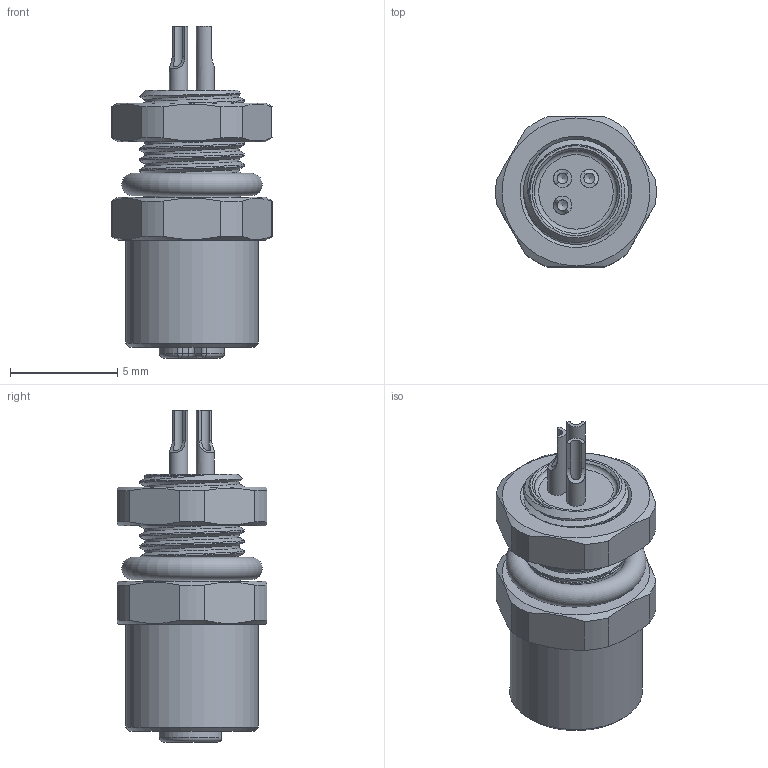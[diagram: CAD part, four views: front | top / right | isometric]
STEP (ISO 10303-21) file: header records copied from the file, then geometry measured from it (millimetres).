
FILE_DESCRIPTION(/* description */ (''),/* implementation_level */ '2;1');
FILE_NAME(/* name */ '_model2.stp',/* time_stamp */ '2020-09-03T08:55:08+08:00',/* author */ (''),/* organization */ (''),/* preprocessor_version */ 'ST-DEVELOPER v16',/* originating_system */ 'SIEMENS PLM Software NX 11.0',/* authorisation */ '');
FILE_SCHEMA (('AUTOMOTIVE_DESIGN { 1 0 10303 214 3 1 1 1 }'));
Length unit declared in the file: millimetre
Products named in the file (1): _model2
Bounding box: 7.49 x 7 x 15.5 mm (x, y, z)
Volume: 327.9 mm3; surface area: 737.5 mm2
Topology: 1 solids, 1 shells, 184 faces, 474 edges, 301 vertices
Faces by surface type: plane 78, cylinder 69, cone 26, torus 5, bspline 4, sphere 2
Full cylindrical faces by diameter (mm): 0.5 x3, 0.6 x6, 0.85 x6, 0.9 x3, 4.35 x1, 4.5 x2, 4.55 x7, 6.2 x1
Entity records: 10688 total; most frequent: CARTESIAN_POINT 5867, DIRECTION 798, ORIENTED_EDGE 742, EDGE_CURVE 371, AXIS2_PLACEMENT_3D 323, VERTEX_POINT 259, EDGE_LOOP 238, ADVANCED_FACE 177
